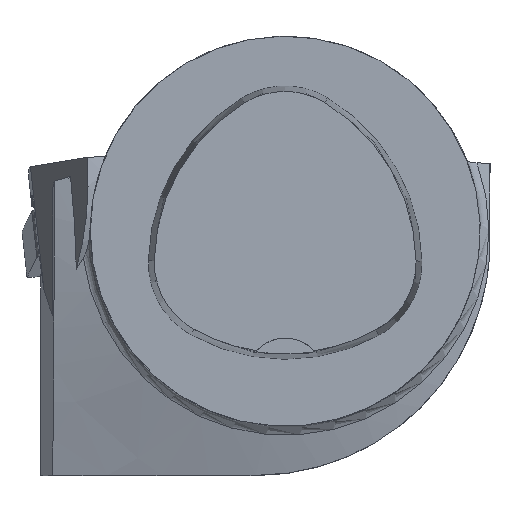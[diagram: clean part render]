
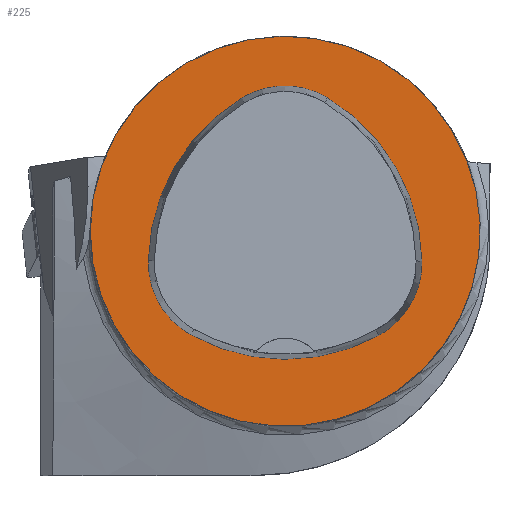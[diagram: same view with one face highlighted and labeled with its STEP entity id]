
A CAD part, top view. The second image highlights one B-rep face of the part: STEP entity #225.
In plain terms, the highlighted planar face has unit normal (0, 0, 1).
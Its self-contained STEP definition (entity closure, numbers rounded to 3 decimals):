
#104=FACE_BOUND('',#438,.T.);
#105=FACE_BOUND('',#439,.T.);
#149=CIRCLE('',#1630,20.);
#150=CIRCLE('',#1641,20.);
#152=CIRCLE('',#1644,8.5);
#154=CIRCLE('',#1647,20.);
#156=CIRCLE('',#1650,8.5);
#160=CIRCLE('',#1655,20.);
#162=CIRCLE('',#1658,8.5);
#225=ADVANCED_FACE('',(#104,#105),#293,.T.);
#293=PLANE('',#1663);
#438=EDGE_LOOP('',(#681,#682,#683,#684,#685,#686));
#439=EDGE_LOOP('',(#687));
#681=ORIENTED_EDGE('',*,*,#1194,.T.);
#682=ORIENTED_EDGE('',*,*,#1174,.T.);
#683=ORIENTED_EDGE('',*,*,#1178,.T.);
#684=ORIENTED_EDGE('',*,*,#1181,.T.);
#685=ORIENTED_EDGE('',*,*,#1184,.T.);
#686=ORIENTED_EDGE('',*,*,#1192,.T.);
#687=ORIENTED_EDGE('',*,*,#1156,.F.);
#1000=VERTEX_POINT('',#2416);
#1017=VERTEX_POINT('',#2456);
#1018=VERTEX_POINT('',#2457);
#1021=VERTEX_POINT('',#2465);
#1023=VERTEX_POINT('',#2471);
#1025=VERTEX_POINT('',#2477);
#1032=VERTEX_POINT('',#2498);
#1156=EDGE_CURVE('',#1000,#1000,#149,.T.);
#1174=EDGE_CURVE('',#1017,#1018,#150,.T.);
#1178=EDGE_CURVE('',#1018,#1021,#152,.T.);
#1181=EDGE_CURVE('',#1021,#1023,#154,.T.);
#1184=EDGE_CURVE('',#1023,#1025,#156,.T.);
#1192=EDGE_CURVE('',#1025,#1032,#160,.T.);
#1194=EDGE_CURVE('',#1032,#1017,#162,.T.);
#1630=AXIS2_PLACEMENT_3D('',#2415,#1862,#1863);
#1641=AXIS2_PLACEMENT_3D('',#2455,#1892,#1893);
#1644=AXIS2_PLACEMENT_3D('',#2464,#1900,#1901);
#1647=AXIS2_PLACEMENT_3D('',#2470,#1907,#1908);
#1650=AXIS2_PLACEMENT_3D('',#2476,#1914,#1915);
#1655=AXIS2_PLACEMENT_3D('',#2499,#1926,#1927);
#1658=AXIS2_PLACEMENT_3D('',#2502,#1932,#1933);
#1663=AXIS2_PLACEMENT_3D('',#2507,#1942,#1943);
#1862=DIRECTION('',(0.,0.,-1.));
#1863=DIRECTION('',(-1.,0.,0.));
#1892=DIRECTION('',(0.,0.,-1.));
#1893=DIRECTION('',(-1.,0.,0.));
#1900=DIRECTION('',(0.,0.,-1.));
#1901=DIRECTION('',(-1.,0.,0.));
#1907=DIRECTION('',(0.,0.,-1.));
#1908=DIRECTION('',(-1.,0.,0.));
#1914=DIRECTION('',(0.,0.,-1.));
#1915=DIRECTION('',(-1.,0.,0.));
#1926=DIRECTION('',(0.,0.,-1.));
#1927=DIRECTION('',(-1.,0.,0.));
#1932=DIRECTION('',(0.,0.,-1.));
#1933=DIRECTION('',(-1.,0.,0.));
#1942=DIRECTION('',(0.,0.,1.));
#1943=DIRECTION('',(-1.,0.,0.));
#2415=CARTESIAN_POINT('',(0.,0.,
0.));
#2416=CARTESIAN_POINT('',(-20.,0.,0.));
#2455=CARTESIAN_POINT('',(5.955,-3.414,0.));
#2456=CARTESIAN_POINT('',(-14.041,-3.042,0.));
#2457=CARTESIAN_POINT('',(-4.472,13.653,0.));
#2464=CARTESIAN_POINT('',(-0.04,6.4,0.));
#2465=CARTESIAN_POINT('',(4.347,13.68,0.));
#2470=CARTESIAN_POINT('',(-5.976,-3.45,0.));
#2471=CARTESIAN_POINT('',(14.021,-3.075,0.));
#2476=CARTESIAN_POINT('',(5.522,-3.235,0.));
#2477=CARTESIAN_POINT('',(9.588,-10.699,0.));
#2498=CARTESIAN_POINT('',(-9.655,-10.639,0.));
#2499=CARTESIAN_POINT('',(0.022,6.864,0.));
#2502=CARTESIAN_POINT('',(-5.543,-3.2,0.));
#2507=CARTESIAN_POINT('',(0.,0.,
0.));
